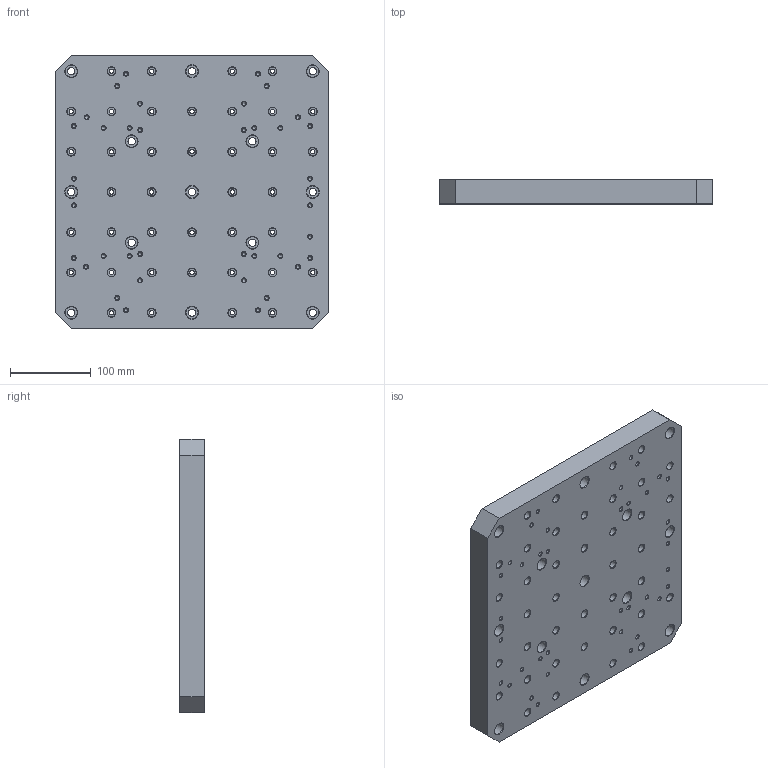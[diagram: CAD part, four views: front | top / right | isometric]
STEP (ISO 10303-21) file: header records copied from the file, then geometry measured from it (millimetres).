
FILE_DESCRIPTION(/* description */ (''),/* implementation_level */ '2;1');
FILE_NAME(/* name */ 'CO-MEC-GSE-0001-01 - Plate.stp',/* time_stamp */ '2020-07-21T16:56:07+02:00',/* author */ ('elena.garombo'),/* organization */ (''),/* preprocessor_version */ 'ST-DEVELOPER v18',/* originating_system */ 'Autodesk Inventor 2020',/* authorisation */ '');
FILE_SCHEMA (('AUTOMOTIVE_DESIGN { 1 0 10303 214 3 1 1 }'));
Length unit declared in the file: millimetre
Products named in the file (1): CO-MEC-GSE-0001-01
Bounding box: 340 x 30 x 340 mm (x, y, z)
Volume: 3294431.7 mm3; surface area: 324873.5 mm2
Topology: 1 solids, 1 shells, 329 faces, 877 edges, 602 vertices
Faces by surface type: cylinder 141, cone 126, plane 62
Full cylindrical faces by diameter (mm): 4.917 x37, 5.5 x39, 9 x13, 10 x39, 15 x13
Entity records: 10700 total; most frequent: DIRECTION 2049, CARTESIAN_POINT 1772, ORIENTED_EDGE 1680, AXIS2_PLACEMENT_3D 879, EDGE_CURVE 840, VERTEX_POINT 602, CIRCLE 549, EDGE_LOOP 522
